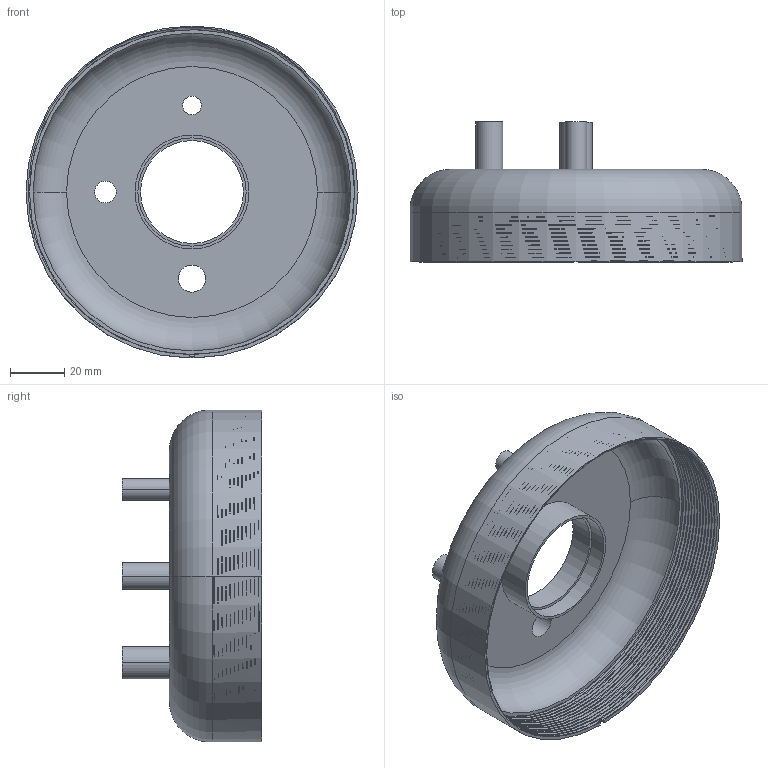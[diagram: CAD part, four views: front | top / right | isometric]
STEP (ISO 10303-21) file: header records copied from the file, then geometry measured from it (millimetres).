
FILE_DESCRIPTION (( 'STEP AP214' ), '1' );
FILE_NAME ('Êðûøêà ñ ðåçüáîé äëÿ âíåøíåãî ñòàêàíà.STEP', '2022-05-04T17:54:07', ( '' ), ( '' ), 'SwSTEP 2.0', 'SolidWorks 2021', '' );
FILE_SCHEMA (( 'AUTOMOTIVE_DESIGN' ));
Length unit declared in the file: millimetre
Products named in the file (1): Êðûøêà ñ ðåçüáîé äëÿ âíåøíåãî ñòàêàíà
Bounding box: 122.6 x 51.67 x 122.6 mm (x, y, z)
Volume: 44814.9 mm3; surface area: 52163.2 mm2
Topology: 1 solids, 1 shells, 73 faces, 187 edges, 123 vertices
Faces by surface type: cylinder 49, plane 14, bspline 6, torus 4
Entity records: 5572 total; most frequent: CARTESIAN_POINT 3900, ORIENTED_EDGE 374, DIRECTION 316, EDGE_CURVE 187, AXIS2_PLACEMENT_3D 128, VERTEX_POINT 123, EDGE_LOOP 88, FACE_OUTER_BOUND 73
